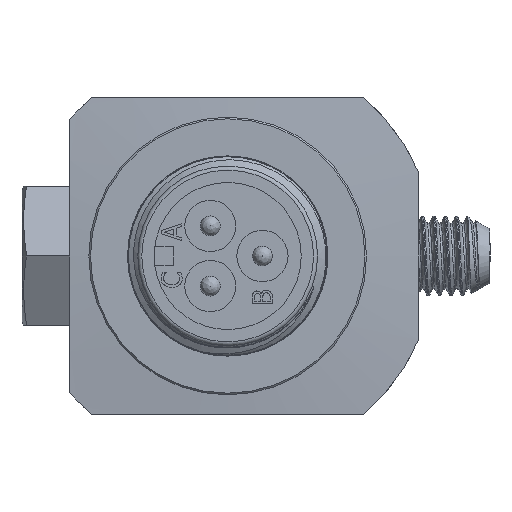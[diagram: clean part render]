
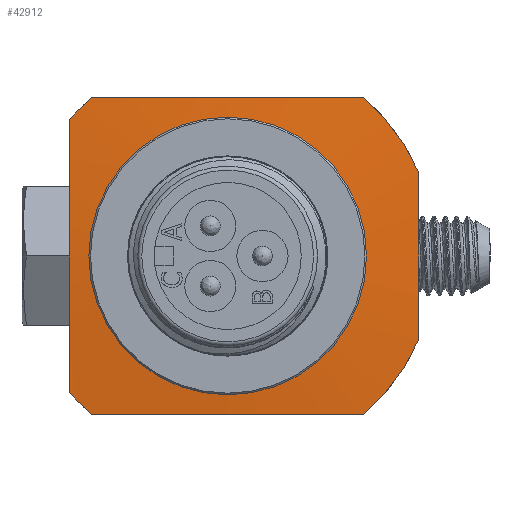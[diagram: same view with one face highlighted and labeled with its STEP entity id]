
A CAD part, left-side view. The second image highlights one B-rep face of the part: STEP entity #42912.
In plain terms, the highlighted conical face has half-angle 85 degrees and reference radius 14.948 mm.
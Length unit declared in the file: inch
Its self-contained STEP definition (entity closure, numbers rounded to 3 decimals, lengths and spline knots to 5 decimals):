
#31=(
BOUNDED_CURVE()
B_SPLINE_CURVE(2,(#65355,#65356,#65357),.UNSPECIFIED.,.F.,.F.)
B_SPLINE_CURVE_WITH_KNOTS((3,3),(0.,2.15686),.UNSPECIFIED.)
CURVE()
GEOMETRIC_REPRESENTATION_ITEM()
RATIONAL_B_SPLINE_CURVE((1.,1.317,1.))
REPRESENTATION_ITEM('')
);
#32=(
BOUNDED_CURVE()
B_SPLINE_CURVE(2,(#70996,#70997,#70998),.UNSPECIFIED.,.F.,.F.)
B_SPLINE_CURVE_WITH_KNOTS((3,3),(0.,2.15686),.UNSPECIFIED.)
CURVE()
GEOMETRIC_REPRESENTATION_ITEM()
RATIONAL_B_SPLINE_CURVE((1.,1.317,1.))
REPRESENTATION_ITEM('')
);
#39=(
BOUNDED_CURVE()
B_SPLINE_CURVE(2,(#77139,#77140,#77141),.UNSPECIFIED.,.F.,.F.)
B_SPLINE_CURVE_WITH_KNOTS((3,3),(0.,2.16868),.UNSPECIFIED.)
CURVE()
GEOMETRIC_REPRESENTATION_ITEM()
RATIONAL_B_SPLINE_CURVE((1.,1.323,1.))
REPRESENTATION_ITEM('')
);
#40=(
BOUNDED_CURVE()
B_SPLINE_CURVE(2,(#77198,#77199,#77200),.UNSPECIFIED.,.F.,.F.)
B_SPLINE_CURVE_WITH_KNOTS((3,3),(0.,0.66584),.UNSPECIFIED.)
CURVE()
GEOMETRIC_REPRESENTATION_ITEM()
RATIONAL_B_SPLINE_CURVE((1.,1.046,1.046))
REPRESENTATION_ITEM('')
);
#41=(
BOUNDED_CURVE()
B_SPLINE_CURVE(2,(#77201,#77202,#77203),.UNSPECIFIED.,.F.,.F.)
B_SPLINE_CURVE_WITH_KNOTS((3,3),(0.66584,1.33168),
 .UNSPECIFIED.)
CURVE()
GEOMETRIC_REPRESENTATION_ITEM()
RATIONAL_B_SPLINE_CURVE((1.046,1.046,1.))
REPRESENTATION_ITEM('')
);
#3453=CONICAL_SURFACE('',#44564,0.5885,1.484);
#5726=FACE_OUTER_BOUND('',#8094,.T.);
#8094=EDGE_LOOP('',(#38076,#38077,#38078,#38079,#38080,#38081,#38082,#38083,
#38084,#38085,#38086,#38087,#38088,#38089));
#8273=CIRCLE('',#44554,0.652);
#8279=CIRCLE('',#44565,0.434);
#8280=CIRCLE('',#44566,0.652);
#8281=CIRCLE('',#44567,0.652);
#8282=CIRCLE('',#44568,0.652);
#8283=CIRCLE('',#44569,0.434);
#8284=CIRCLE('',#44570,0.434);
#12629=LINE('',#77224,#17056);
#17056=VECTOR('',#52027,0.5885);
#19224=VERTEX_POINT('',#65353);
#19225=VERTEX_POINT('',#65354);
#20850=VERTEX_POINT('',#70994);
#20851=VERTEX_POINT('',#70995);
#20899=VERTEX_POINT('',#77137);
#20900=VERTEX_POINT('',#77138);
#20915=VERTEX_POINT('',#77191);
#20916=VERTEX_POINT('',#77195);
#20917=VERTEX_POINT('',#77197);
#20923=VERTEX_POINT('',#77221);
#20924=VERTEX_POINT('',#77222);
#20925=VERTEX_POINT('',#77228);
#24145=EDGE_CURVE('',#19224,#19225,#31,.T.);
#26582=EDGE_CURVE('',#20850,#20851,#32,.T.);
#26647=EDGE_CURVE('',#20899,#20900,#39,.T.);
#26669=EDGE_CURVE('',#20915,#20850,#8273,.T.);
#26671=EDGE_CURVE('',#20916,#20917,#40,.T.);
#26672=EDGE_CURVE('',#20917,#20915,#41,.T.);
#26681=EDGE_CURVE('',#20923,#20924,#8279,.T.);
#26682=EDGE_CURVE('',#20924,#20917,#12629,.T.);
#26683=EDGE_CURVE('',#19225,#20916,#8280,.T.);
#26684=EDGE_CURVE('',#20900,#19224,#8281,.T.);
#26685=EDGE_CURVE('',#20851,#20899,#8282,.T.);
#26686=EDGE_CURVE('',#20924,#20925,#8283,.T.);
#26687=EDGE_CURVE('',#20925,#20923,#8284,.T.);
#38076=ORIENTED_EDGE('',*,*,#26681,.T.);
#38077=ORIENTED_EDGE('',*,*,#26682,.T.);
#38078=ORIENTED_EDGE('',*,*,#26671,.F.);
#38079=ORIENTED_EDGE('',*,*,#26683,.F.);
#38080=ORIENTED_EDGE('',*,*,#24145,.F.);
#38081=ORIENTED_EDGE('',*,*,#26684,.F.);
#38082=ORIENTED_EDGE('',*,*,#26647,.F.);
#38083=ORIENTED_EDGE('',*,*,#26685,.F.);
#38084=ORIENTED_EDGE('',*,*,#26582,.F.);
#38085=ORIENTED_EDGE('',*,*,#26669,.F.);
#38086=ORIENTED_EDGE('',*,*,#26672,.F.);
#38087=ORIENTED_EDGE('',*,*,#26682,.F.);
#38088=ORIENTED_EDGE('',*,*,#26686,.T.);
#38089=ORIENTED_EDGE('',*,*,#26687,.T.);
#42912=ADVANCED_FACE('',(#5726),#3453,.T.);
#44554=AXIS2_PLACEMENT_3D('',#77193,#51999,#52000);
#44564=AXIS2_PLACEMENT_3D('',#77220,#52023,#52024);
#44565=AXIS2_PLACEMENT_3D('',#77223,#52025,#52026);
#44566=AXIS2_PLACEMENT_3D('',#77225,#52028,#52029);
#44567=AXIS2_PLACEMENT_3D('',#77226,#52030,#52031);
#44568=AXIS2_PLACEMENT_3D('',#77227,#52032,#52033);
#44569=AXIS2_PLACEMENT_3D('',#77229,#52034,#52035);
#44570=AXIS2_PLACEMENT_3D('',#77230,#52036,#52037);
#51999=DIRECTION('center_axis',(1.,0.,0.));
#52000=DIRECTION('ref_axis',(0.,0.,
-1.));
#52023=DIRECTION('center_axis',(1.,0.,0.));
#52024=DIRECTION('ref_axis',(0.,1.,0.));
#52025=DIRECTION('center_axis',(1.,0.,0.));
#52026=DIRECTION('ref_axis',(0.,1.,0.));
#52027=DIRECTION('',(0.087,-0.996,0.));
#52028=DIRECTION('center_axis',(1.,0.,0.));
#52029=DIRECTION('ref_axis',(0.,0.,
-1.));
#52030=DIRECTION('center_axis',(1.,0.,0.));
#52031=DIRECTION('ref_axis',(0.,0.,
-1.));
#52032=DIRECTION('center_axis',(1.,0.,0.));
#52033=DIRECTION('ref_axis',(0.,0.,
-1.));
#52034=DIRECTION('center_axis',(1.,0.,0.));
#52035=DIRECTION('ref_axis',(0.,1.,0.));
#52036=DIRECTION('center_axis',(1.,0.,0.));
#52037=DIRECTION('ref_axis',(0.,1.,0.));
#65353=CARTESIAN_POINT('',(-0.80993,0.42436,0.495));
#65354=CARTESIAN_POINT('',(-0.80993,-0.42436,0.495));
#65355=CARTESIAN_POINT('Ctrl Pts',(-0.80993,0.42436,
0.495));
#65356=CARTESIAN_POINT('Ctrl Pts',(-0.83409,0.,
0.495));
#65357=CARTESIAN_POINT('Ctrl Pts',(-0.80993,-0.42436,
0.495));
#70994=CARTESIAN_POINT('',(-0.80993,-0.42436,-0.495));
#70995=CARTESIAN_POINT('',(-0.80993,0.42436,-0.495));
#70996=CARTESIAN_POINT('Ctrl Pts',(-0.80993,-0.42436,
-0.495));
#70997=CARTESIAN_POINT('Ctrl Pts',(-0.83409,0.,
-0.495));
#70998=CARTESIAN_POINT('Ctrl Pts',(-0.80993,0.42436,
-0.495));
#77137=CARTESIAN_POINT('',(-0.80993,0.493,-0.42668));
#77138=CARTESIAN_POINT('',(-0.80993,0.493,0.42668));
#77139=CARTESIAN_POINT('Ctrl Pts',(-0.80993,0.493,
-0.42668));
#77140=CARTESIAN_POINT('Ctrl Pts',(-0.83436,0.493,0.));
#77141=CARTESIAN_POINT('Ctrl Pts',(-0.80993,0.493,
0.42668));
#77191=CARTESIAN_POINT('',(-0.80993,-0.597,-0.2621));
#77193=CARTESIAN_POINT('Origin',(-0.80993,0.,
0.));
#77195=CARTESIAN_POINT('',(-0.80993,-0.597,0.2621));
#77197=CARTESIAN_POINT('',(-0.81474,-0.597,0.));
#77198=CARTESIAN_POINT('Ctrl Pts',(-0.80993,-0.597,
0.2621));
#77199=CARTESIAN_POINT('Ctrl Pts',(-0.81474,-0.597,
0.12528));
#77200=CARTESIAN_POINT('Ctrl Pts',(-0.81474,-0.597,
0.));
#77201=CARTESIAN_POINT('Ctrl Pts',(-0.81474,-0.597,
0.));
#77202=CARTESIAN_POINT('Ctrl Pts',(-0.81474,-0.597,
-0.12528));
#77203=CARTESIAN_POINT('Ctrl Pts',(-0.80993,-0.597,
-0.2621));
#77220=CARTESIAN_POINT('Origin',(-0.81548,0.,
0.));
#77221=CARTESIAN_POINT('',(-0.829,0.434,0.));
#77222=CARTESIAN_POINT('',(-0.829,-0.434,0.));
#77223=CARTESIAN_POINT('Origin',(-0.829,0.,
0.));
#77224=CARTESIAN_POINT('',(-0.81548,-0.5885,0.));
#77225=CARTESIAN_POINT('Origin',(-0.80993,0.,
0.));
#77226=CARTESIAN_POINT('Origin',(-0.80993,0.,
0.));
#77227=CARTESIAN_POINT('Origin',(-0.80993,0.,
0.));
#77228=CARTESIAN_POINT('',(-0.829,0.,-0.434));
#77229=CARTESIAN_POINT('Origin',(-0.829,0.,
0.));
#77230=CARTESIAN_POINT('Origin',(-0.829,0.,
0.));
